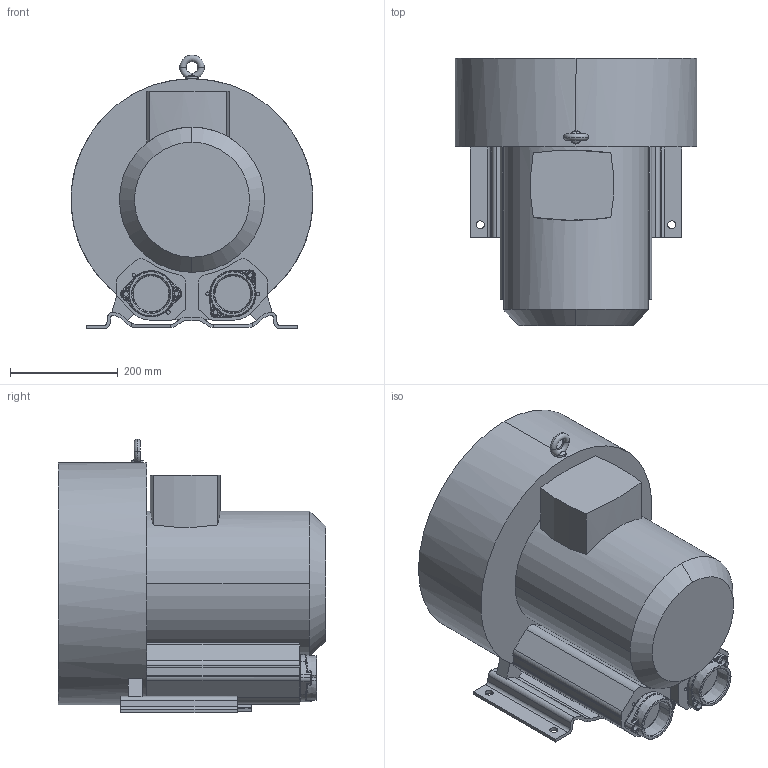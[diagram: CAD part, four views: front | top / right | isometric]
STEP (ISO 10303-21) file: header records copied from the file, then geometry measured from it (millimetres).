
FILE_DESCRIPTION (( 'STEP AP203' ), '1' );
FILE_NAME ('2RB830-1AQ17.STEP', '2025-04-30T01:04:01', ( '' ), ( '' ), 'SwSTEP 2.0', 'SolidWorks 2021', '' );
FILE_SCHEMA (( 'CONFIG_CONTROL_DESIGN' ));
Length unit declared in the file: millimetre
Products named in the file (1): 2RB830-1AQ17
Bounding box: 450 x 496.7 x 509.31 mm (x, y, z)
Volume: 53336501 mm3; surface area: 1327141.9 mm2
Topology: 1 solids, 1 shells, 531 faces, 1322 edges, 808 vertices
Faces by surface type: cylinder 159, bspline 136, plane 129, cone 63, torus 44
Entity records: 31873 total; most frequent: CARTESIAN_POINT 20396, ORIENTED_EDGE 2644, DIRECTION 2074, EDGE_CURVE 1322, AXIS2_PLACEMENT_3D 843, VERTEX_POINT 808, EDGE_LOOP 560, FACE_OUTER_BOUND 531
